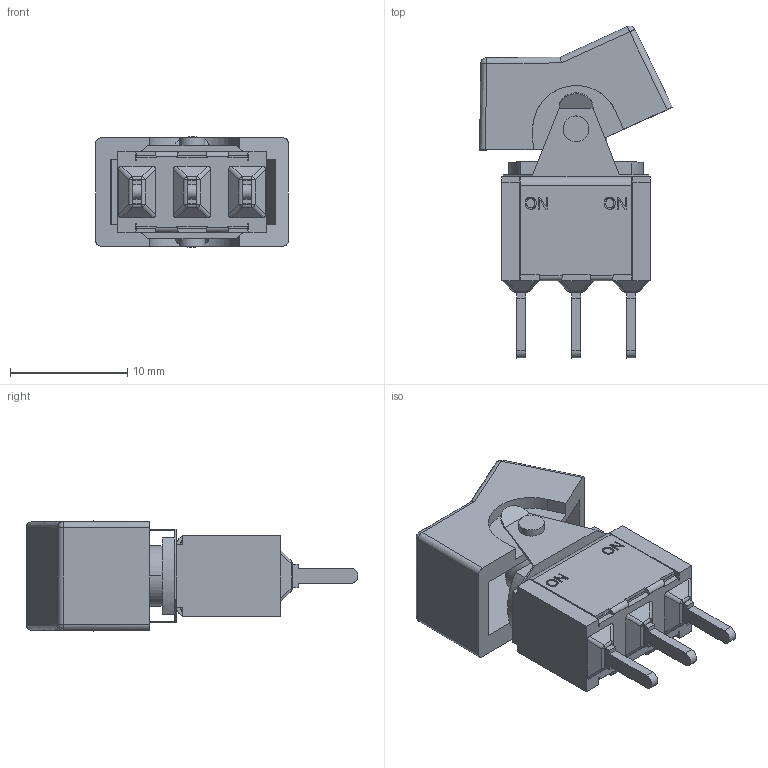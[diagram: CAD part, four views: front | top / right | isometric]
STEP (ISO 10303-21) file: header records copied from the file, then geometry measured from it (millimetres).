
FILE_DESCRIPTION (( 'STEP AP214' ), '1' );
FILE_NAME ('300SP1J1BLKM2QE.STEP', '2022-12-15T18:05:04', ( '' ), ( '' ), 'SwSTEP 2.0', 'SolidWorks 2021', '' );
FILE_SCHEMA (( 'AUTOMOTIVE_DESIGN' ));
Length unit declared in the file: millimetre
Products named in the file (1): 300SP1J1BLKM2QE
Bounding box: 16.47 x 28.36 x 9.45 mm (x, y, z)
Volume: 1511.7 mm3; surface area: 2605 mm2
Topology: 10 solids, 10 shells, 373 faces, 932 edges, 594 vertices
Faces by surface type: bspline 321, plane 44, cylinder 8
Entity records: 12100 total; most frequent: CARTESIAN_POINT 5813, ORIENTED_EDGE 1864, EDGE_CURVE 932, B_SPLINE_CURVE_WITH_KNOTS 728, VERTEX_POINT 594, EDGE_LOOP 388, FACE_OUTER_BOUND 373, ADVANCED_FACE 373
